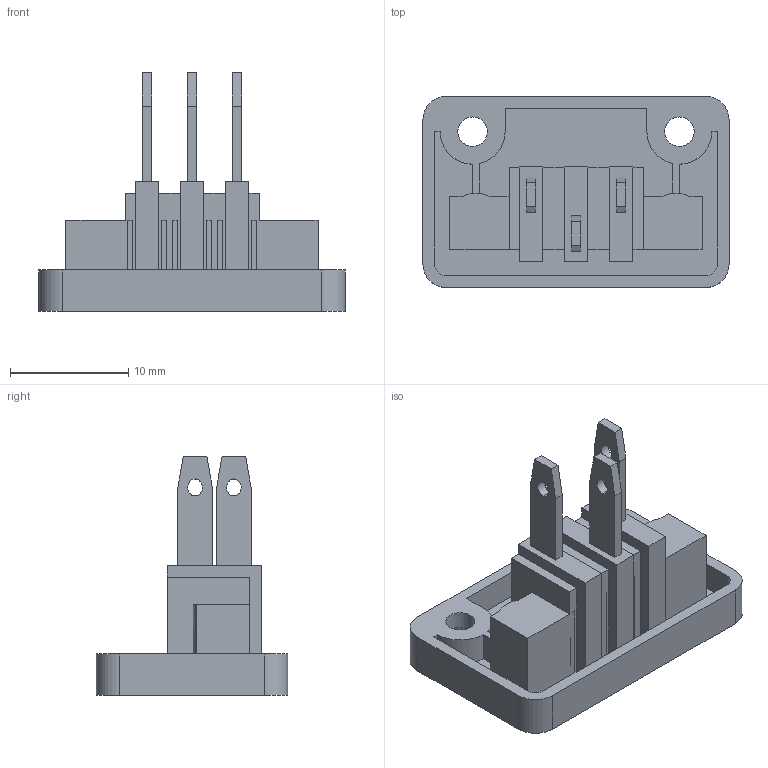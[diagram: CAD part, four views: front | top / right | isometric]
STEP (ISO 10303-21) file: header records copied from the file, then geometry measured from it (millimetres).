
FILE_DESCRIPTION (( 'STEP AP214' ), '1' );
FILE_NAME ('FTB38110-M03S2GNB-REF .STEP', '2025-09-29T09:55:37', ( '' ), ( '' ), 'SwSTEP 2.0', 'SolidWorks 2021', '' );
FILE_SCHEMA (( 'AUTOMOTIVE_DESIGN' ));
Length unit declared in the file: millimetre
Products named in the file (1): FTB38110-M03S2GNB-REF 
Bounding box: 25.9 x 16.2 x 20.2 mm (x, y, z)
Volume: 1378.5 mm3; surface area: 3096.9 mm2
Topology: 1 solids, 1 shells, 559 faces, 1386 edges, 924 vertices
Faces by surface type: plane 378, cylinder 165, bspline 12, cone 4
Entity records: 22212 total; most frequent: CARTESIAN_POINT 9066, ORIENTED_EDGE 2772, DIRECTION 2556, EDGE_CURVE 1386, LINE 1012, VECTOR 1012, VERTEX_POINT 924, AXIS2_PLACEMENT_3D 772
